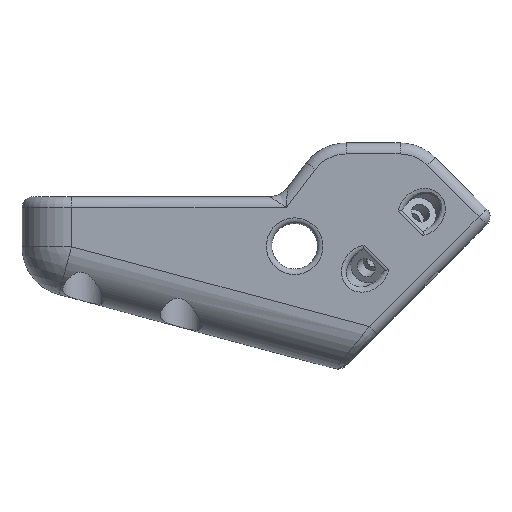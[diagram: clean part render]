
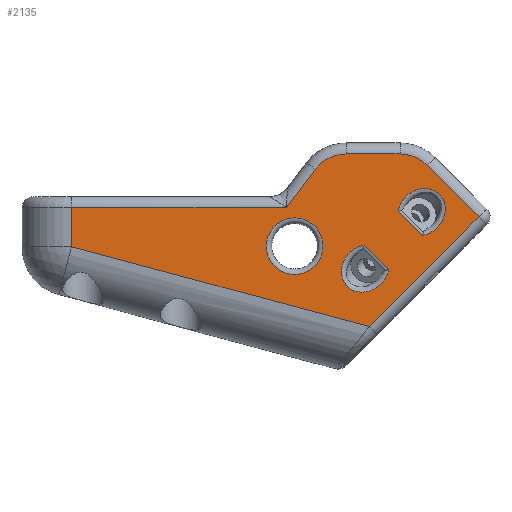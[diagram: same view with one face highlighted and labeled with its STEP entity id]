
A CAD part, front view. The second image highlights one B-rep face of the part: STEP entity #2135.
In plain terms, the highlighted planar face has unit normal (0, -1, 0).
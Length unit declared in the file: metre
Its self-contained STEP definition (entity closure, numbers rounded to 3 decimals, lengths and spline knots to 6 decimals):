
#79=PLANE('',#2320);
#117=ELLIPSE('',#2321,0.004619,0.004);
#118=ELLIPSE('',#2322,0.004619,0.004);
#152=CIRCLE('',#2323,0.00515);
#153=CIRCLE('',#2324,0.007);
#154=CIRCLE('',#2325,0.007);
#272=LINE('',#3408,#351);
#273=LINE('',#3415,#352);
#274=LINE('',#3418,#353);
#275=LINE('',#3421,#354);
#276=LINE('',#3423,#355);
#277=LINE('',#3427,#356);
#278=LINE('',#3431,#357);
#279=LINE('',#3433,#358);
#280=LINE('',#3435,#359);
#351=VECTOR('',#2639,1.);
#352=VECTOR('',#2644,1.);
#353=VECTOR('',#2647,1.);
#354=VECTOR('',#2648,1.);
#355=VECTOR('',#2649,1.);
#356=VECTOR('',#2652,1.);
#357=VECTOR('',#2655,1.);
#358=VECTOR('',#2656,1.);
#359=VECTOR('',#2657,1.);
#483=ORIENTED_EDGE('',*,*,#1096,.T.);
#484=ORIENTED_EDGE('',*,*,#1097,.T.);
#485=ORIENTED_EDGE('',*,*,#1098,.T.);
#486=ORIENTED_EDGE('',*,*,#1099,.T.);
#487=ORIENTED_EDGE('',*,*,#1100,.T.);
#488=ORIENTED_EDGE('',*,*,#1101,.T.);
#489=ORIENTED_EDGE('',*,*,#1102,.T.);
#490=ORIENTED_EDGE('',*,*,#1103,.T.);
#491=ORIENTED_EDGE('',*,*,#1104,.T.);
#492=ORIENTED_EDGE('',*,*,#1105,.T.);
#493=ORIENTED_EDGE('',*,*,#1106,.T.);
#494=ORIENTED_EDGE('',*,*,#1107,.T.);
#495=ORIENTED_EDGE('',*,*,#1108,.T.);
#496=ORIENTED_EDGE('',*,*,#1109,.T.);
#1096=EDGE_CURVE('',#1398,#1399,#272,.T.);
#1097=EDGE_CURVE('',#1399,#1398,#117,.F.);
#1098=EDGE_CURVE('',#1400,#1401,#118,.F.);
#1099=EDGE_CURVE('',#1401,#1400,#273,.T.);
#1100=EDGE_CURVE('',#1402,#1402,#152,.F.);
#1101=EDGE_CURVE('',#1403,#1404,#274,.T.);
#1102=EDGE_CURVE('',#1404,#1405,#275,.T.);
#1103=EDGE_CURVE('',#1405,#1406,#276,.T.);
#1104=EDGE_CURVE('',#1406,#1407,#153,.T.);
#1105=EDGE_CURVE('',#1407,#1408,#277,.T.);
#1106=EDGE_CURVE('',#1408,#1409,#154,.T.);
#1107=EDGE_CURVE('',#1409,#1410,#278,.T.);
#1108=EDGE_CURVE('',#1410,#1411,#279,.T.);
#1109=EDGE_CURVE('',#1411,#1403,#280,.T.);
#1398=VERTEX_POINT('',#3409);
#1399=VERTEX_POINT('',#3410);
#1400=VERTEX_POINT('',#3413);
#1401=VERTEX_POINT('',#3414);
#1402=VERTEX_POINT('',#3417);
#1403=VERTEX_POINT('',#3419);
#1404=VERTEX_POINT('',#3420);
#1405=VERTEX_POINT('',#3422);
#1406=VERTEX_POINT('',#3424);
#1407=VERTEX_POINT('',#3426);
#1408=VERTEX_POINT('',#3428);
#1409=VERTEX_POINT('',#3430);
#1410=VERTEX_POINT('',#3432);
#1411=VERTEX_POINT('',#3434);
#1654=EDGE_LOOP('',(#483,#484));
#1655=EDGE_LOOP('',(#485,#486));
#1656=EDGE_LOOP('',(#487));
#1657=EDGE_LOOP('',(#488,#489,#490,#491,#492,#493,#494,#495,#496));
#1870=FACE_BOUND('',#1654,.T.);
#1871=FACE_BOUND('',#1655,.T.);
#1872=FACE_BOUND('',#1656,.T.);
#1873=FACE_BOUND('',#1657,.T.);
#2135=ADVANCED_FACE('',(#1870,#1871,#1872,#1873),#79,.T.);
#2320=AXIS2_PLACEMENT_3D('',#3407,#2637,#2638);
#2321=AXIS2_PLACEMENT_3D('',#3411,#2640,#2641);
#2322=AXIS2_PLACEMENT_3D('',#3412,#2642,#2643);
#2323=AXIS2_PLACEMENT_3D('',#3416,#2645,#2646);
#2324=AXIS2_PLACEMENT_3D('',#3425,#2650,#2651);
#2325=AXIS2_PLACEMENT_3D('',#3429,#2653,#2654);
#2637=DIRECTION('',(0.,-1.,0.));
#2638=DIRECTION('',(1.,0.,0.));
#2639=DIRECTION('',(-0.707,0.,0.707));
#2640=DIRECTION('',(0.,-1.,0.));
#2641=DIRECTION('',(-0.707,0.,-0.707));
#2642=DIRECTION('',(0.,-1.,0.));
#2643=DIRECTION('',(0.707,0.,0.707));
#2644=DIRECTION('',(0.707,0.,-0.707));
#2645=DIRECTION('',(0.,-1.,0.));
#2646=DIRECTION('',(0.,0.,-1.));
#2647=DIRECTION('',(0.966,0.,-0.259));
#2648=DIRECTION('',(0.707,0.,0.707));
#2649=DIRECTION('',(-0.707,0.,0.707));
#2650=DIRECTION('',(0.,-1.,0.));
#2651=DIRECTION('',(0.,0.,-1.));
#2652=DIRECTION('',(-1.,0.,0.));
#2653=DIRECTION('',(0.,-1.,0.));
#2654=DIRECTION('',(0.,0.,-1.));
#2655=DIRECTION('',(-0.604,0.,-0.797));
#2656=DIRECTION('',(-1.,0.,0.));
#2657=DIRECTION('',(0.,0.,-1.));
#3407=CARTESIAN_POINT('',(-0.191159,-0.0135,0.129359));
#3408=CARTESIAN_POINT('',(-0.182184,-0.0135,0.138335));
#3409=CARTESIAN_POINT('',(-0.252597,-0.0135,0.208748));
#3410=CARTESIAN_POINT('',(-0.257031,-0.0135,0.213182));
#3411=CARTESIAN_POINT('',(-0.252786,-0.0135,0.212992));
#3412=CARTESIAN_POINT('',(-0.262992,-0.0135,0.202786));
#3413=CARTESIAN_POINT('',(-0.258748,-0.0135,0.202597));
#3414=CARTESIAN_POINT('',(-0.263182,-0.0135,0.207031));
#3415=CARTESIAN_POINT('',(-0.188335,-0.0135,0.132184));
#3416=CARTESIAN_POINT('',(-0.275818,-0.0135,0.206818));
#3417=CARTESIAN_POINT('',(-0.275818,-0.0135,0.201668));
#3418=CARTESIAN_POINT('',(-0.265021,-0.0135,0.192979));
#3419=CARTESIAN_POINT('',(-0.316318,-0.0135,0.206724));
#3420=CARTESIAN_POINT('',(-0.262233,-0.0135,0.192232));
#3421=CARTESIAN_POINT('',(-0.240919,-0.0135,0.213546));
#3422=CARTESIAN_POINT('',(-0.242333,-0.0135,0.212132));
#3423=CARTESIAN_POINT('',(-0.251718,-0.0135,0.221517));
#3424=CARTESIAN_POINT('',(-0.251718,-0.0135,0.221517));
#3425=CARTESIAN_POINT('',(-0.256668,-0.0135,0.216567));
#3426=CARTESIAN_POINT('',(-0.256668,-0.0135,0.223567));
#3427=CARTESIAN_POINT('',(-0.266464,-0.0135,0.223567));
#3428=CARTESIAN_POINT('',(-0.266464,-0.0135,0.223567));
#3429=CARTESIAN_POINT('',(-0.266464,-0.0135,0.216567));
#3430=CARTESIAN_POINT('',(-0.272046,-0.0135,0.220792));
#3431=CARTESIAN_POINT('',(-0.276724,-0.0135,0.214611));
#3432=CARTESIAN_POINT('',(-0.277324,-0.0135,0.213818));
#3433=CARTESIAN_POINT('',(-0.316318,-0.0135,0.213818));
#3434=CARTESIAN_POINT('',(-0.316318,-0.0135,0.213818));
#3435=CARTESIAN_POINT('',(-0.316318,-0.0135,0.199818));
